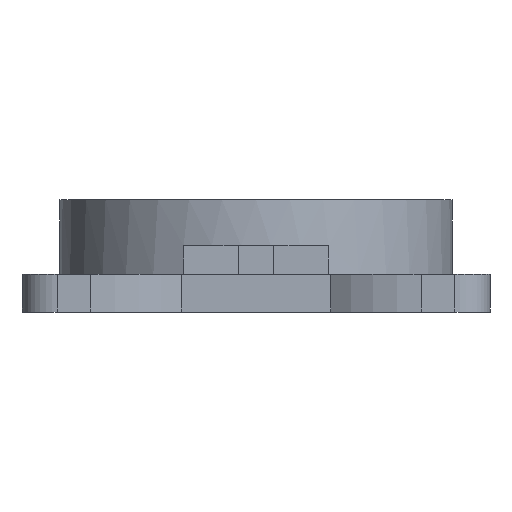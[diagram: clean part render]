
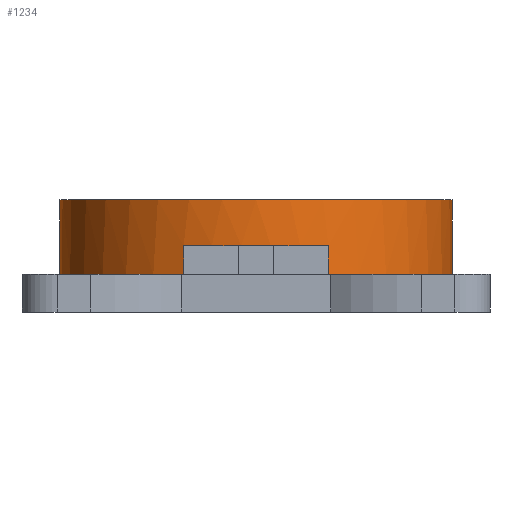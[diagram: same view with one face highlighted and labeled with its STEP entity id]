
A CAD part, left-side view. The second image highlights one B-rep face of the part: STEP entity #1234.
In plain terms, the highlighted cylindrical face has radius 41.5 mm (diameter 83 mm), a full revolution.
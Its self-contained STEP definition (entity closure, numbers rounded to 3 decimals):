
#70=CIRCLE('',#1337,41.5);
#71=CIRCLE('',#1338,41.5);
#74=CIRCLE('',#1342,41.5);
#75=CIRCLE('',#1343,41.5);
#103=CYLINDRICAL_SURFACE('',#1341,41.5);
#134=FACE_OUTER_BOUND('',#210,.T.);
#210=EDGE_LOOP('',(#900,#901,#902,#903,#904,#905,#906,#907));
#316=LINE('',#1924,#440);
#317=LINE('',#1926,#441);
#318=LINE('',#1929,#442);
#440=VECTOR('',#1539,41.5);
#441=VECTOR('',#1540,10.);
#442=VECTOR('',#1543,10.);
#583=VERTEX_POINT('',#1907);
#584=VERTEX_POINT('',#1908);
#585=VERTEX_POINT('',#1910);
#590=VERTEX_POINT('',#1922);
#591=VERTEX_POINT('',#1925);
#592=VERTEX_POINT('',#1927);
#707=EDGE_CURVE('',#583,#584,#70,.T.);
#708=EDGE_CURVE('',#584,#585,#71,.T.);
#714=EDGE_CURVE('',#590,#590,#74,.T.);
#715=EDGE_CURVE('',#590,#584,#316,.T.);
#716=EDGE_CURVE('',#583,#591,#317,.T.);
#717=EDGE_CURVE('',#591,#592,#75,.T.);
#718=EDGE_CURVE('',#592,#585,#318,.T.);
#900=ORIENTED_EDGE('',*,*,#714,.F.);
#901=ORIENTED_EDGE('',*,*,#715,.T.);
#902=ORIENTED_EDGE('',*,*,#707,.F.);
#903=ORIENTED_EDGE('',*,*,#716,.T.);
#904=ORIENTED_EDGE('',*,*,#717,.T.);
#905=ORIENTED_EDGE('',*,*,#718,.T.);
#906=ORIENTED_EDGE('',*,*,#708,.F.);
#907=ORIENTED_EDGE('',*,*,#715,.F.);
#1234=ADVANCED_FACE('',(#134),#103,.T.);
#1337=AXIS2_PLACEMENT_3D('',#1909,#1524,#1525);
#1338=AXIS2_PLACEMENT_3D('',#1911,#1526,#1527);
#1341=AXIS2_PLACEMENT_3D('',#1921,#1535,#1536);
#1342=AXIS2_PLACEMENT_3D('',#1923,#1537,#1538);
#1343=AXIS2_PLACEMENT_3D('',#1928,#1541,#1542);
#1524=DIRECTION('center_axis',(0.,0.,-1.));
#1525=DIRECTION('ref_axis',(-1.,0.,0.));
#1526=DIRECTION('center_axis',(0.,0.,-1.));
#1527=DIRECTION('ref_axis',(-1.,0.,0.));
#1535=DIRECTION('center_axis',(0.,0.,1.));
#1536=DIRECTION('ref_axis',(-1.,0.,0.));
#1537=DIRECTION('center_axis',(0.,0.,1.));
#1538=DIRECTION('ref_axis',(-1.,0.,0.));
#1539=DIRECTION('',(0.,0.,-1.));
#1540=DIRECTION('',(0.,0.,1.));
#1541=DIRECTION('center_axis',(0.,0.,1.));
#1542=DIRECTION('ref_axis',(-1.,0.,0.));
#1543=DIRECTION('',(0.,0.,-1.));
#1907=CARTESIAN_POINT('',(-38.577,15.3,83.));
#1908=CARTESIAN_POINT('',(41.5,0.,83.));
#1909=CARTESIAN_POINT('Origin',(0.,0.,83.));
#1910=CARTESIAN_POINT('',(-38.577,-15.3,83.));
#1911=CARTESIAN_POINT('Origin',(0.,0.,83.));
#1921=CARTESIAN_POINT('Origin',(0.,0.,83.));
#1922=CARTESIAN_POINT('',(41.5,0.,98.7));
#1923=CARTESIAN_POINT('Origin',(0.,0.,98.7));
#1924=CARTESIAN_POINT('',(41.5,0.,83.));
#1925=CARTESIAN_POINT('',(-38.577,15.3,89.));
#1926=CARTESIAN_POINT('',(-38.577,15.3,83.));
#1927=CARTESIAN_POINT('',(-38.577,-15.3,89.));
#1928=CARTESIAN_POINT('Origin',(0.,0.,89.));
#1929=CARTESIAN_POINT('',(-38.577,-15.3,83.));
